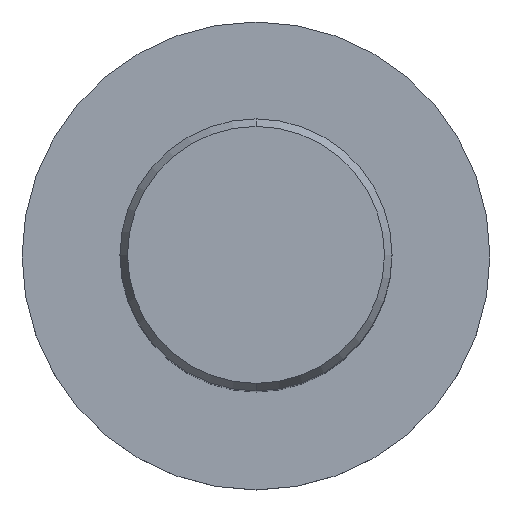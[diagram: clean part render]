
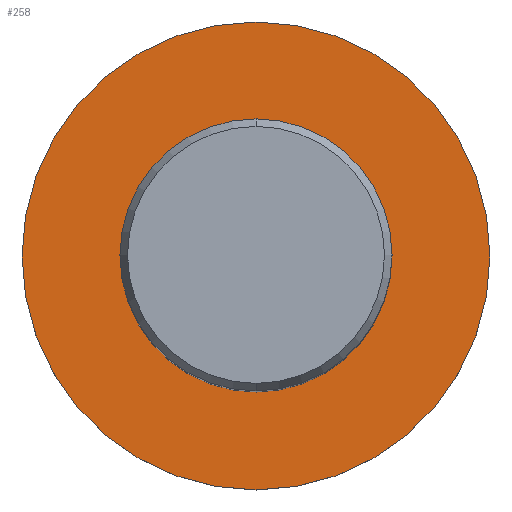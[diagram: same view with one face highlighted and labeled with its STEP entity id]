
A CAD part, top view. The second image highlights one B-rep face of the part: STEP entity #258.
In plain terms, the highlighted planar face has unit normal (0, 0, 1).
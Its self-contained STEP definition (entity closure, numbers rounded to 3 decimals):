
#192=EDGE_CURVE('',#218,#208,#525,.T.);
#208=VERTEX_POINT('',#543);
#218=VERTEX_POINT('',#554);
#258=ADVANCED_FACE('',(#598,#599),#600,.T.);
#306=EDGE_CURVE('',#424,#344,#653,.T.);
#344=VERTEX_POINT('',#692);
#386=EDGE_CURVE('',#344,#424,#740,.T.);
#424=VERTEX_POINT('',#782);
#482=EDGE_CURVE('',#208,#218,#844,.T.);
#525=CIRCLE('',#882,12.5);
#543=CARTESIAN_POINT('',(0.,-12.5,-56.0));
#554=CARTESIAN_POINT('',(0.0,12.5,-56.0));
#598=FACE_BOUND('',#1064,.T.);
#599=FACE_OUTER_BOUND('',#1065,.T.);
#600=PLANE('',#1066);
#653=CIRCLE('',#1133,21.5);
#692=CARTESIAN_POINT('',(0.,-21.5,-56.0));
#740=CIRCLE('',#1298,21.5);
#782=CARTESIAN_POINT('',(0.0,21.5,-56.0));
#844=CIRCLE('',#1542,12.5);
#882=AXIS2_PLACEMENT_3D('',#1572,#1573,#1574);
#1064=EDGE_LOOP('',(#1656,#1657));
#1065=EDGE_LOOP('',(#1658,#1659));
#1066=AXIS2_PLACEMENT_3D('',#1660,#1661,#1662);
#1133=AXIS2_PLACEMENT_3D('',#1742,#1743,#1744);
#1298=AXIS2_PLACEMENT_3D('',#1832,#1833,#1834);
#1542=AXIS2_PLACEMENT_3D('',#1947,#1948,#1949);
#1572=CARTESIAN_POINT('',(0.0,0.0,-56.0));
#1573=DIRECTION('',(-0.0,0.0,-1.0));
#1574=DIRECTION('',(0.0,1.0,0.0));
#1656=ORIENTED_EDGE('',*,*,#192,.T.);
#1657=ORIENTED_EDGE('',*,*,#482,.T.);
#1658=ORIENTED_EDGE('',*,*,#306,.F.);
#1659=ORIENTED_EDGE('',*,*,#386,.F.);
#1660=CARTESIAN_POINT('',(0.0,10.75,-56.0));
#1661=DIRECTION('',(-0.0,0.0,1.0));
#1662=DIRECTION('',(0.0,-1.0,0.0));
#1742=CARTESIAN_POINT('',(0.0,0.0,-56.0));
#1743=DIRECTION('',(0.0,0.0,-1.0));
#1744=DIRECTION('',(0.0,1.0,0.0));
#1832=CARTESIAN_POINT('',(0.0,0.0,-56.0));
#1833=DIRECTION('',(0.0,0.0,-1.0));
#1834=DIRECTION('',(0.0,1.0,0.0));
#1947=CARTESIAN_POINT('',(0.0,0.0,-56.0));
#1948=DIRECTION('',(-0.0,0.0,-1.0));
#1949=DIRECTION('',(0.0,1.0,0.0));
